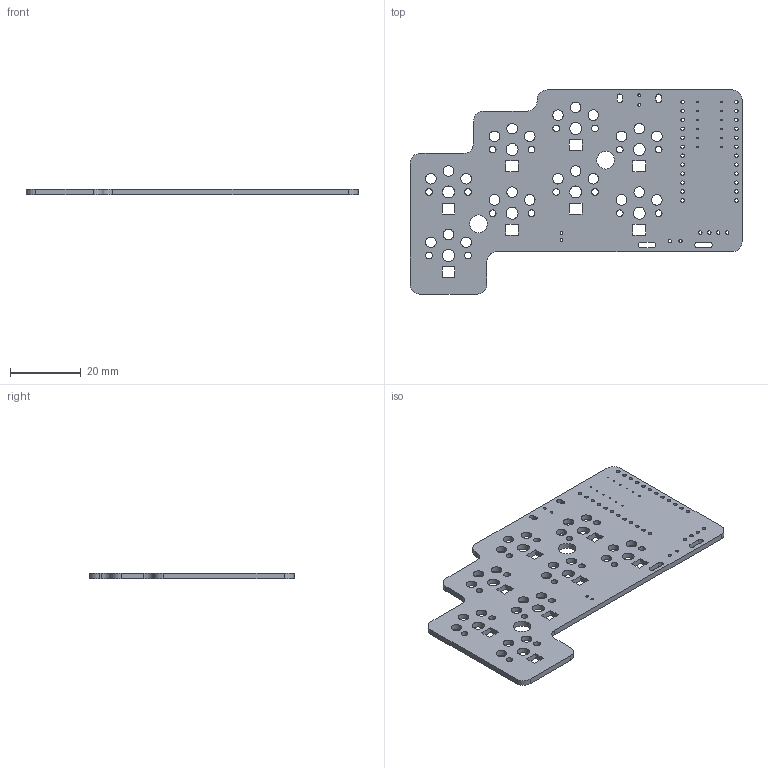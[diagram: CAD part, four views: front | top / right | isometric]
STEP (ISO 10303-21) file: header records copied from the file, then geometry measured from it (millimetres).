
FILE_DESCRIPTION(('KiCad electronic assembly'),'2;1');
FILE_NAME('artsey_ergo-3D.step','2024-12-13T22:40:50',('Pcbnew'),( 'Kicad'),'Open CASCADE STEP processor 7.6','KiCad to STEP converter' ,'Unknown');
FILE_SCHEMA(('AUTOMOTIVE_DESIGN { 1 0 10303 214 1 1 1 1 }'));
Length unit declared in the file: millimetre
Products named in the file (2): artsey_ergo-3D 1; kibot_h0buwpye_PCB
Assembly tree (1 placements, depth 2):
  artsey_ergo-3D 1
    kibot_h0buwpye_PCB
Bounding box: 94 x 57.8 x 1.6 mm (x, y, z)
Volume: 5863.6 mm3; surface area: 8917.3 mm2
Topology: 1 solids, 1 shells, 166 faces, 492 edges, 328 vertices
Faces by surface type: cylinder 114, plane 52
Full cylindrical faces by diameter (mm): 0.4 x12, 0.75 x4, 0.9 x2, 1 x28, 1.9 x16, 3 x24, 3.4 x8, 5 x2
Entity records: 6133 total; most frequent: DIRECTION 1056, CARTESIAN_POINT 988, ORIENTED_EDGE 984, EDGE_CURVE 492, AXIS2_PLACEMENT_3D 396, FACE_BOUND 382, EDGE_LOOP 382, VERTEX_POINT 328
